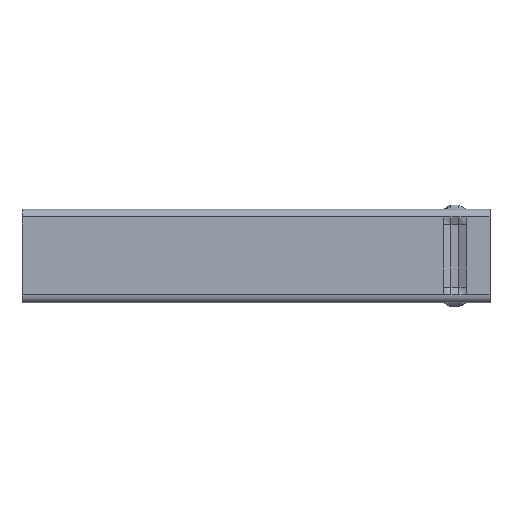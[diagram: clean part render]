
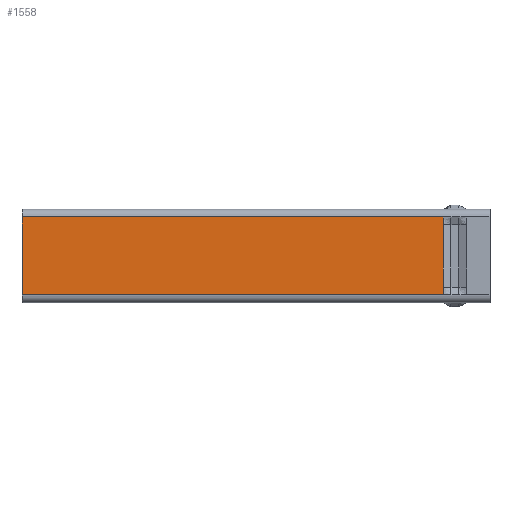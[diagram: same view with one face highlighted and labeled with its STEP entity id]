
A CAD part, top view. The second image highlights one B-rep face of the part: STEP entity #1558.
In plain terms, the highlighted planar face has unit normal (0, 0, 1).
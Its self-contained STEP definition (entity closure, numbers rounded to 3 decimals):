
#75 = VERTEX_POINT ( 'NONE', #1670 ) ;
#144 = EDGE_CURVE ( 'NONE', #497, #75, #874, .T. ) ;
#149 = CARTESIAN_POINT ( 'NONE',  ( 270., 25., 30. ) ) ;
#231 = PLANE ( 'NONE',  #2100 ) ;
#235 = LINE ( 'NONE', #1115, #1062 ) ;
#277 = DIRECTION ( 'NONE',  ( 0., -1., 0. ) ) ;
#380 = CARTESIAN_POINT ( 'NONE',  ( 0., 25., 30. ) ) ;
#434 = CARTESIAN_POINT ( 'NONE',  ( 270., 25., 30. ) ) ;
#481 = DIRECTION ( 'NONE',  ( 0., -1., 0. ) ) ;
#497 = VERTEX_POINT ( 'NONE', #667 ) ;
#513 = LINE ( 'NONE', #149, #729 ) ;
#550 = EDGE_CURVE ( 'NONE', #75, #1832, #513, .T. ) ;
#585 = ORIENTED_EDGE ( 'NONE', *, *, #550, .F. ) ;
#619 = CARTESIAN_POINT ( 'NONE',  ( 0., -25., 30. ) ) ;
#667 = CARTESIAN_POINT ( 'NONE',  ( 0., 25., 30. ) ) ;
#671 = EDGE_CURVE ( 'NONE', #497, #1099, #1076, .T. ) ;
#729 = VECTOR ( 'NONE', #481, 1000. ) ;
#770 = LINE ( 'NONE', #434, #795 ) ;
#795 = VECTOR ( 'NONE', #1633, 1000. ) ;
#874 = LINE ( 'NONE', #1366, #2135 ) ;
#886 = ORIENTED_EDGE ( 'NONE', *, *, #1814, .F. ) ;
#973 = CARTESIAN_POINT ( 'NONE',  ( 270., 20., 30. ) ) ;
#1062 = VECTOR ( 'NONE', #1603, 1000. ) ;
#1076 = LINE ( 'NONE', #380, #1621 ) ;
#1099 = VERTEX_POINT ( 'NONE', #619 ) ;
#1107 = EDGE_CURVE ( 'NONE', #1099, #2174, #235, .T. ) ;
#1113 = VERTEX_POINT ( 'NONE', #1824 ) ;
#1115 = CARTESIAN_POINT ( 'NONE',  ( 0., -25., 30. ) ) ;
#1123 = CARTESIAN_POINT ( 'NONE',  ( 270., 25., 30. ) ) ;
#1129 = EDGE_CURVE ( 'NONE', #1832, #1113, #1975, .T. ) ;
#1210 = DIRECTION ( 'NONE',  ( 0., 0., 1. ) ) ;
#1262 = DIRECTION ( 'NONE',  ( 0., -1., 0. ) ) ;
#1265 = EDGE_LOOP ( 'NONE', ( #585, #1877, #2052, #1461, #886, #1952 ) ) ;
#1366 = CARTESIAN_POINT ( 'NONE',  ( 0., 25., 30. ) ) ;
#1417 = VECTOR ( 'NONE', #277, 1000. ) ;
#1461 = ORIENTED_EDGE ( 'NONE', *, *, #1107, .T. ) ;
#1521 = CARTESIAN_POINT ( 'NONE',  ( 0., 25., 30. ) ) ;
#1558 = ADVANCED_FACE ( 'NONE', ( #1780 ), #231, .T. ) ;
#1603 = DIRECTION ( 'NONE',  ( 1., 0., 0. ) ) ;
#1621 = VECTOR ( 'NONE', #1262, 1000. ) ;
#1633 = DIRECTION ( 'NONE',  ( 0., -1., 0. ) ) ;
#1670 = CARTESIAN_POINT ( 'NONE',  ( 270., 25., 30. ) ) ;
#1724 = CARTESIAN_POINT ( 'NONE',  ( 270., -25., 30. ) ) ;
#1780 = FACE_OUTER_BOUND ( 'NONE', #1265, .T. ) ;
#1814 = EDGE_CURVE ( 'NONE', #1113, #2174, #770, .T. ) ;
#1824 = CARTESIAN_POINT ( 'NONE',  ( 270., -20., 30. ) ) ;
#1832 = VERTEX_POINT ( 'NONE', #973 ) ;
#1877 = ORIENTED_EDGE ( 'NONE', *, *, #144, .F. ) ;
#1952 = ORIENTED_EDGE ( 'NONE', *, *, #1129, .F. ) ;
#1975 = LINE ( 'NONE', #1123, #1417 ) ;
#2049 = DIRECTION ( 'NONE',  ( 1., 0., 0. ) ) ;
#2052 = ORIENTED_EDGE ( 'NONE', *, *, #671, .T. ) ;
#2100 = AXIS2_PLACEMENT_3D ( 'NONE', #1521, #1210, #2216 ) ;
#2135 = VECTOR ( 'NONE', #2049, 1000. ) ;
#2174 = VERTEX_POINT ( 'NONE', #1724 ) ;
#2216 = DIRECTION ( 'NONE',  ( 0., -1., 0. ) ) ;
